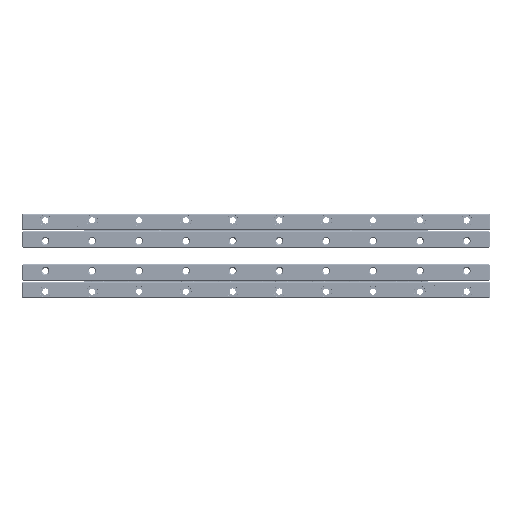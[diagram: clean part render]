
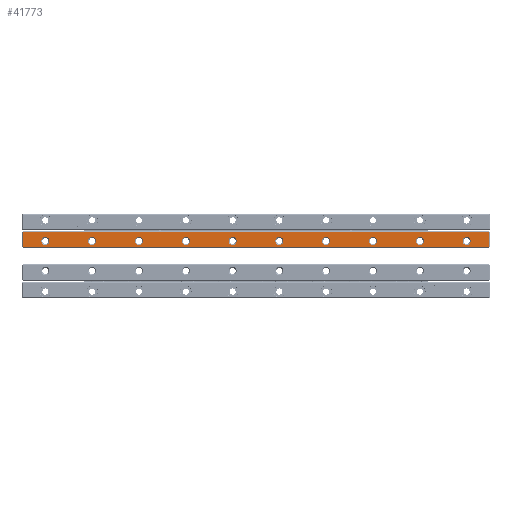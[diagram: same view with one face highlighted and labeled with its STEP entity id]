
A CAD part, top view. The second image highlights one B-rep face of the part: STEP entity #41773.
In plain terms, the highlighted planar face has unit normal (0, 0, 1).
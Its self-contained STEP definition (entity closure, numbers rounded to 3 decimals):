
#4082=LINE('',#203481,#15578);
#4083=LINE('',#203484,#15579);
#4084=LINE('',#203486,#15580);
#4085=LINE('',#203488,#15581);
#15578=VECTOR('',#163561,1.);
#15579=VECTOR('',#163562,1.);
#15580=VECTOR('',#163563,1.);
#15581=VECTOR('',#163564,1.);
#38077=FACE_BOUND('',#59254,.T.);
#38078=FACE_BOUND('',#59255,.T.);
#38079=FACE_BOUND('',#59256,.T.);
#38080=FACE_BOUND('',#59257,.T.);
#38081=FACE_BOUND('',#59258,.T.);
#38082=FACE_BOUND('',#59259,.T.);
#38083=FACE_BOUND('',#59260,.T.);
#38084=FACE_BOUND('',#59261,.T.);
#38085=FACE_BOUND('',#59262,.T.);
#38086=FACE_BOUND('',#59263,.T.);
#38087=FACE_BOUND('',#59264,.T.);
#41773=ADVANCED_FACE('',(#38077,#38078,#38079,#38080,#38081,#38082,#38083,
#38084,#38085,#38086,#38087),#48912,.T.);
#48912=PLANE('',#147841);
#59254=EDGE_LOOP('',(#70861));
#59255=EDGE_LOOP('',(#70862));
#59256=EDGE_LOOP('',(#70863));
#59257=EDGE_LOOP('',(#70864));
#59258=EDGE_LOOP('',(#70865));
#59259=EDGE_LOOP('',(#70866));
#59260=EDGE_LOOP('',(#70867));
#59261=EDGE_LOOP('',(#70868));
#59262=EDGE_LOOP('',(#70869));
#59263=EDGE_LOOP('',(#70870));
#59264=EDGE_LOOP('',(#70871,#70872,#70873,#70874));
#70861=ORIENTED_EDGE('',*,*,#122105,.T.);
#70862=ORIENTED_EDGE('',*,*,#122106,.T.);
#70863=ORIENTED_EDGE('',*,*,#122107,.T.);
#70864=ORIENTED_EDGE('',*,*,#122108,.T.);
#70865=ORIENTED_EDGE('',*,*,#122109,.T.);
#70866=ORIENTED_EDGE('',*,*,#122110,.T.);
#70867=ORIENTED_EDGE('',*,*,#122111,.T.);
#70868=ORIENTED_EDGE('',*,*,#122112,.T.);
#70869=ORIENTED_EDGE('',*,*,#122113,.T.);
#70870=ORIENTED_EDGE('',*,*,#122114,.T.);
#70871=ORIENTED_EDGE('',*,*,#122115,.T.);
#70872=ORIENTED_EDGE('',*,*,#122116,.T.);
#70873=ORIENTED_EDGE('',*,*,#122117,.T.);
#70874=ORIENTED_EDGE('',*,*,#122118,.T.);
#108313=VERTEX_POINT('',#203462);
#108314=VERTEX_POINT('',#203464);
#108315=VERTEX_POINT('',#203466);
#108316=VERTEX_POINT('',#203468);
#108317=VERTEX_POINT('',#203470);
#108318=VERTEX_POINT('',#203472);
#108319=VERTEX_POINT('',#203474);
#108320=VERTEX_POINT('',#203476);
#108321=VERTEX_POINT('',#203478);
#108322=VERTEX_POINT('',#203480);
#108323=VERTEX_POINT('',#203482);
#108324=VERTEX_POINT('',#203483);
#108325=VERTEX_POINT('',#203485);
#108326=VERTEX_POINT('',#203487);
#122105=EDGE_CURVE('',#108313,#108313,#140835,.T.);
#122106=EDGE_CURVE('',#108314,#108314,#140836,.T.);
#122107=EDGE_CURVE('',#108315,#108315,#140837,.T.);
#122108=EDGE_CURVE('',#108316,#108316,#140838,.T.);
#122109=EDGE_CURVE('',#108317,#108317,#140839,.T.);
#122110=EDGE_CURVE('',#108318,#108318,#140840,.T.);
#122111=EDGE_CURVE('',#108319,#108319,#140841,.T.);
#122112=EDGE_CURVE('',#108320,#108320,#140842,.T.);
#122113=EDGE_CURVE('',#108321,#108321,#140843,.T.);
#122114=EDGE_CURVE('',#108322,#108322,#140844,.T.);
#122115=EDGE_CURVE('',#108323,#108324,#4082,.T.);
#122116=EDGE_CURVE('',#108324,#108325,#4083,.T.);
#122117=EDGE_CURVE('',#108325,#108326,#4084,.T.);
#122118=EDGE_CURVE('',#108326,#108323,#4085,.T.);
#140835=CIRCLE('',#147831,2.175);
#140836=CIRCLE('',#147832,2.175);
#140837=CIRCLE('',#147833,2.175);
#140838=CIRCLE('',#147834,2.175);
#140839=CIRCLE('',#147835,2.175);
#140840=CIRCLE('',#147836,2.175);
#140841=CIRCLE('',#147837,2.175);
#140842=CIRCLE('',#147838,2.175);
#140843=CIRCLE('',#147839,2.175);
#140844=CIRCLE('',#147840,2.175);
#147831=AXIS2_PLACEMENT_3D('',#203461,#163541,#163542);
#147832=AXIS2_PLACEMENT_3D('',#203463,#163543,#163544);
#147833=AXIS2_PLACEMENT_3D('',#203465,#163545,#163546);
#147834=AXIS2_PLACEMENT_3D('',#203467,#163547,#163548);
#147835=AXIS2_PLACEMENT_3D('',#203469,#163549,#163550);
#147836=AXIS2_PLACEMENT_3D('',#203471,#163551,#163552);
#147837=AXIS2_PLACEMENT_3D('',#203473,#163553,#163554);
#147838=AXIS2_PLACEMENT_3D('',#203475,#163555,#163556);
#147839=AXIS2_PLACEMENT_3D('',#203477,#163557,#163558);
#147840=AXIS2_PLACEMENT_3D('',#203479,#163559,#163560);
#147841=AXIS2_PLACEMENT_3D('',#203489,#163565,#163566);
#163541=DIRECTION('',(0.,0.,-1.));
#163542=DIRECTION('',(-1.,0.,0.));
#163543=DIRECTION('',(0.,0.,-1.));
#163544=DIRECTION('',(-1.,0.,0.));
#163545=DIRECTION('',(0.,0.,-1.));
#163546=DIRECTION('',(-1.,0.,0.));
#163547=DIRECTION('',(0.,0.,-1.));
#163548=DIRECTION('',(-1.,0.,0.));
#163549=DIRECTION('',(0.,0.,-1.));
#163550=DIRECTION('',(-1.,0.,0.));
#163551=DIRECTION('',(0.,0.,-1.));
#163552=DIRECTION('',(-1.,0.,0.));
#163553=DIRECTION('',(0.,0.,-1.));
#163554=DIRECTION('',(-1.,0.,0.));
#163555=DIRECTION('',(0.,0.,-1.));
#163556=DIRECTION('',(-1.,0.,0.));
#163557=DIRECTION('',(0.,0.,-1.));
#163558=DIRECTION('',(-1.,0.,0.));
#163559=DIRECTION('',(0.,0.,-1.));
#163560=DIRECTION('',(-1.,0.,0.));
#163561=DIRECTION('',(1.,0.,0.));
#163562=DIRECTION('',(0.,1.,0.));
#163563=DIRECTION('',(-1.,0.,0.));
#163564=DIRECTION('',(0.,-1.,0.));
#163565=DIRECTION('',(0.,0.,1.));
#163566=DIRECTION('',(-1.,0.,0.));
#203461=CARTESIAN_POINT('',(12.5,30.5,8.));
#203462=CARTESIAN_POINT('',(10.325,30.5,8.));
#203463=CARTESIAN_POINT('',(37.5,30.5,8.));
#203464=CARTESIAN_POINT('',(35.325,30.5,8.));
#203465=CARTESIAN_POINT('',(62.5,30.5,8.));
#203466=CARTESIAN_POINT('',(60.325,30.5,8.));
#203467=CARTESIAN_POINT('',(87.5,30.5,8.));
#203468=CARTESIAN_POINT('',(85.325,30.5,8.));
#203469=CARTESIAN_POINT('',(112.5,30.5,8.));
#203470=CARTESIAN_POINT('',(110.325,30.5,8.));
#203471=CARTESIAN_POINT('',(137.5,30.5,8.));
#203472=CARTESIAN_POINT('',(135.325,30.5,8.));
#203473=CARTESIAN_POINT('',(162.5,30.5,8.));
#203474=CARTESIAN_POINT('',(160.325,30.5,8.));
#203475=CARTESIAN_POINT('',(187.5,30.5,8.));
#203476=CARTESIAN_POINT('',(185.325,30.5,8.));
#203477=CARTESIAN_POINT('',(212.5,30.5,8.));
#203478=CARTESIAN_POINT('',(210.325,30.5,8.));
#203479=CARTESIAN_POINT('',(237.5,30.5,8.));
#203480=CARTESIAN_POINT('',(235.325,30.5,8.));
#203481=CARTESIAN_POINT('',(125.,27.425,8.));
#203482=CARTESIAN_POINT('',(0.425,27.425,8.));
#203483=CARTESIAN_POINT('',(249.575,27.425,8.));
#203484=CARTESIAN_POINT('',(249.575,31.3,8.));
#203485=CARTESIAN_POINT('',(249.575,35.175,8.));
#203486=CARTESIAN_POINT('',(125.,35.175,8.));
#203487=CARTESIAN_POINT('',(0.425,35.175,8.));
#203488=CARTESIAN_POINT('',(0.425,31.3,8.));
#203489=CARTESIAN_POINT('',(125.,31.3,8.));
